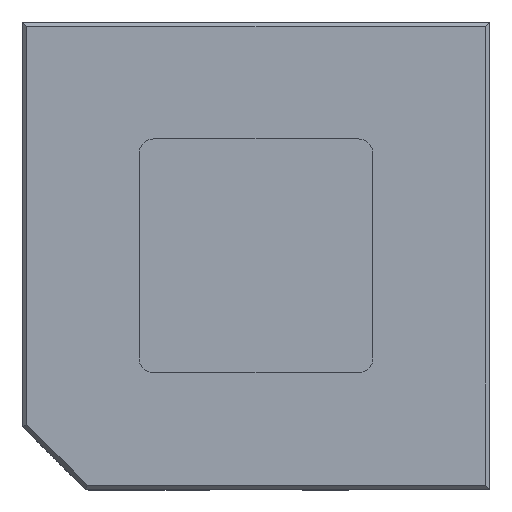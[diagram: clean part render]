
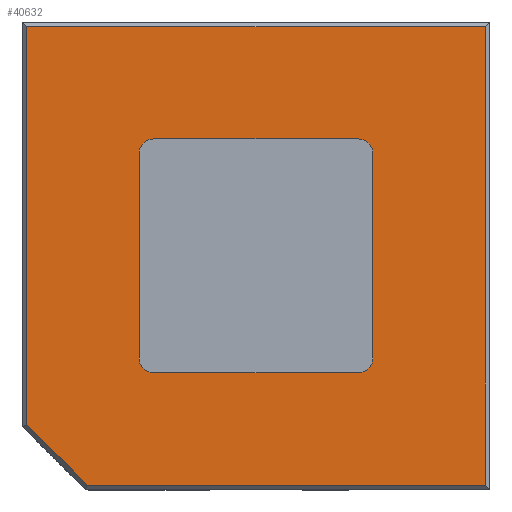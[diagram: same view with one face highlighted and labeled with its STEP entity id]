
A CAD part, top view. The second image highlights one B-rep face of the part: STEP entity #40632.
In plain terms, the highlighted planar face has unit normal (0, 0, 1).
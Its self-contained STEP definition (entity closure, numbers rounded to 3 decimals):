
#569 = ORIENTED_EDGE ( 'NONE', *, *, #53175, .F. ) ;
#879 = DIRECTION ( 'NONE',  ( -1., 0., 0. ) ) ;
#1459 = ORIENTED_EDGE ( 'NONE', *, *, #2113, .F. ) ;
#1740 = CARTESIAN_POINT ( 'NONE',  ( 0.759, 18.167, 57. ) ) ;
#2113 = EDGE_CURVE ( 'NONE', #89580, #70282, #28810, .T. ) ;
#2391 = DIRECTION ( 'NONE',  ( 0., 0., 1. ) ) ;
#3386 = VECTOR ( 'NONE', #81412, 1000. ) ;
#3402 = CARTESIAN_POINT ( 'NONE',  ( -33.013, -14.017, 57. ) ) ;
#3918 = DIRECTION ( 'NONE',  ( -1., 0., 0. ) ) ;
#4431 = CARTESIAN_POINT ( 'NONE',  ( 12.759, 32.255, 57. ) ) ;
#5515 = LINE ( 'NONE', #14676, #59339 ) ;
#6290 = CARTESIAN_POINT ( 'NONE',  ( -22.654, 18.167, 57. ) ) ;
#6767 = DIRECTION ( 'NONE',  ( 0., 1., 0. ) ) ;
#6939 = ORIENTED_EDGE ( 'NONE', *, *, #22761, .F. ) ;
#9467 = LINE ( 'NONE', #4431, #65514 ) ;
#10672 = VERTEX_POINT ( 'NONE', #39025 ) ;
#11010 = DIRECTION ( 'NONE',  ( -1., 0., 0. ) ) ;
#11541 = DIRECTION ( 'NONE',  ( 0., 0., 1. ) ) ;
#11878 = ORIENTED_EDGE ( 'NONE', *, *, #82734, .T. ) ;
#12399 = CARTESIAN_POINT ( 'NONE',  ( 12.759, -17.245, 57. ) ) ;
#12861 = ORIENTED_EDGE ( 'NONE', *, *, #80418, .T. ) ;
#13165 = VECTOR ( 'NONE', #69914, 1000. ) ;
#13327 = DIRECTION ( 'NONE',  ( 1., 0., 0. ) ) ;
#13825 = ORIENTED_EDGE ( 'NONE', *, *, #58433, .F. ) ;
#14676 = CARTESIAN_POINT ( 'NONE',  ( -36.241, -10.995, 57. ) ) ;
#17338 = ORIENTED_EDGE ( 'NONE', *, *, #70588, .T. ) ;
#19983 = VECTOR ( 'NONE', #31710, 1000. ) ;
#21184 = ORIENTED_EDGE ( 'NONE', *, *, #78185, .F. ) ;
#21775 = DIRECTION ( 'NONE',  ( 0., -1., 0. ) ) ;
#22026 = VECTOR ( 'NONE', #25720, 1000. ) ;
#22761 = EDGE_CURVE ( 'NONE', #49252, #89580, #59443, .T. ) ;
#22784 = LINE ( 'NONE', #53102, #62339 ) ;
#23043 = CIRCLE ( 'NONE', #34587, 1.587 ) ;
#24829 = PLANE ( 'NONE',  #82682 ) ;
#25720 = DIRECTION ( 'NONE',  ( 1., 0., 0. ) ) ;
#26059 = VERTEX_POINT ( 'NONE', #41162 ) ;
#27813 = CARTESIAN_POINT ( 'NONE',  ( 13.259, -17.245, 57. ) ) ;
#27950 = VERTEX_POINT ( 'NONE', #12399 ) ;
#28191 = EDGE_CURVE ( 'NONE', #70282, #42166, #48059, .T. ) ;
#28810 = CIRCLE ( 'NONE', #84335, 1.588 ) ;
#29426 = VECTOR ( 'NONE', #6767, 1000. ) ;
#30946 = VERTEX_POINT ( 'NONE', #58710 ) ;
#31710 = DIRECTION ( 'NONE',  ( 0.707, -0.707, 0. ) ) ;
#32021 = CARTESIAN_POINT ( 'NONE',  ( 12.759, 31.755, 57. ) ) ;
#33287 = FACE_OUTER_BOUND ( 'NONE', #46292, .T. ) ;
#33447 = ORIENTED_EDGE ( 'NONE', *, *, #28191, .F. ) ;
#34403 = EDGE_LOOP ( 'NONE', ( #90811, #13825, #569, #33447, #1459, #6939, #88160, #21184 ) ) ;
#34587 = AXIS2_PLACEMENT_3D ( 'NONE', #53647, #11541, #60671 ) ;
#35670 = AXIS2_PLACEMENT_3D ( 'NONE', #44509, #2391, #51587 ) ;
#37893 = CARTESIAN_POINT ( 'NONE',  ( -22.654, 19.755, 57. ) ) ;
#38630 = LINE ( 'NONE', #3402, #19983 ) ;
#38941 = CARTESIAN_POINT ( 'NONE',  ( 13.259, 32.255, 57. ) ) ;
#39025 = CARTESIAN_POINT ( 'NONE',  ( -36.241, 31.755, 57. ) ) ;
#40373 = EDGE_CURVE ( 'NONE', #56531, #49252, #78342, .T. ) ;
#40501 = EDGE_CURVE ( 'NONE', #63105, #30946, #62962, .T. ) ;
#40632 = ADVANCED_FACE ( 'NONE', ( #33287, #87019 ), #24829, .T. ) ;
#41162 = CARTESIAN_POINT ( 'NONE',  ( -29.784, -17.245, 57. ) ) ;
#42166 = VERTEX_POINT ( 'NONE', #85607 ) ;
#42611 = ORIENTED_EDGE ( 'NONE', *, *, #54379, .T. ) ;
#42976 = DIRECTION ( 'NONE',  ( 0., 0., 1. ) ) ;
#44509 = CARTESIAN_POINT ( 'NONE',  ( -0.829, -3.658, 57. ) ) ;
#44531 = CARTESIAN_POINT ( 'NONE',  ( -24.241, 18.167, 57. ) ) ;
#46010 = DIRECTION ( 'NONE',  ( 0., 0., 1. ) ) ;
#46292 = EDGE_LOOP ( 'NONE', ( #42611, #66764, #11878, #17338, #12861 ) ) ;
#48059 = LINE ( 'NONE', #49831, #66721 ) ;
#48831 = CARTESIAN_POINT ( 'NONE',  ( 0.759, -3.658, 57. ) ) ;
#49252 = VERTEX_POINT ( 'NONE', #50483 ) ;
#49453 = VERTEX_POINT ( 'NONE', #32021 ) ;
#49831 = CARTESIAN_POINT ( 'NONE',  ( -24.241, -3.658, 57. ) ) ;
#50483 = CARTESIAN_POINT ( 'NONE',  ( -0.829, 19.755, 57. ) ) ;
#51587 = DIRECTION ( 'NONE',  ( -1., 0., 0. ) ) ;
#53102 = CARTESIAN_POINT ( 'NONE',  ( -36.741, 31.755, 57. ) ) ;
#53175 = EDGE_CURVE ( 'NONE', #42166, #77711, #23043, .T. ) ;
#53589 = DIRECTION ( 'NONE',  ( 0., 1., 0. ) ) ;
#53647 = CARTESIAN_POINT ( 'NONE',  ( -22.654, -3.658, 57. ) ) ;
#54379 = EDGE_CURVE ( 'NONE', #49453, #10672, #22784, .T. ) ;
#54854 = VERTEX_POINT ( 'NONE', #79377 ) ;
#55416 = DIRECTION ( 'NONE',  ( 0., 0., 1. ) ) ;
#56531 = VERTEX_POINT ( 'NONE', #1740 ) ;
#58433 = EDGE_CURVE ( 'NONE', #77711, #63105, #78031, .T. ) ;
#58710 = CARTESIAN_POINT ( 'NONE',  ( 0.759, -3.658, 57. ) ) ;
#59339 = VECTOR ( 'NONE', #21775, 1000. ) ;
#59443 = LINE ( 'NONE', #60279, #3386 ) ;
#60279 = CARTESIAN_POINT ( 'NONE',  ( -0.829, 19.755, 57. ) ) ;
#60671 = DIRECTION ( 'NONE',  ( -1., 0., 0. ) ) ;
#61443 = CARTESIAN_POINT ( 'NONE',  ( -0.829, -5.245, 57. ) ) ;
#62339 = VECTOR ( 'NONE', #11010, 1000. ) ;
#62962 = CIRCLE ( 'NONE', #35670, 1.587 ) ;
#63105 = VERTEX_POINT ( 'NONE', #61443 ) ;
#65514 = VECTOR ( 'NONE', #53589, 1000. ) ;
#66721 = VECTOR ( 'NONE', #84757, 1000. ) ;
#66764 = ORIENTED_EDGE ( 'NONE', *, *, #83488, .T. ) ;
#69914 = DIRECTION ( 'NONE',  ( 1., 0., 0. ) ) ;
#70282 = VERTEX_POINT ( 'NONE', #44531 ) ;
#70588 = EDGE_CURVE ( 'NONE', #26059, #27950, #87806, .T. ) ;
#74869 = CARTESIAN_POINT ( 'NONE',  ( -0.829, -5.245, 57. ) ) ;
#77147 = CARTESIAN_POINT ( 'NONE',  ( -22.654, -5.245, 57. ) ) ;
#77711 = VERTEX_POINT ( 'NONE', #77147 ) ;
#78031 = LINE ( 'NONE', #74869, #22026 ) ;
#78185 = EDGE_CURVE ( 'NONE', #30946, #56531, #83212, .T. ) ;
#78342 = CIRCLE ( 'NONE', #84431, 1.588 ) ;
#79377 = CARTESIAN_POINT ( 'NONE',  ( -36.241, -10.788, 57. ) ) ;
#80418 = EDGE_CURVE ( 'NONE', #27950, #49453, #9467, .T. ) ;
#81412 = DIRECTION ( 'NONE',  ( -1., 0., 0. ) ) ;
#82682 = AXIS2_PLACEMENT_3D ( 'NONE', #38941, #46010, #3918 ) ;
#82734 = EDGE_CURVE ( 'NONE', #54854, #26059, #38630, .T. ) ;
#83212 = LINE ( 'NONE', #48831, #29426 ) ;
#83488 = EDGE_CURVE ( 'NONE', #10672, #54854, #5515, .T. ) ;
#84335 = AXIS2_PLACEMENT_3D ( 'NONE', #6290, #55416, #13327 ) ;
#84431 = AXIS2_PLACEMENT_3D ( 'NONE', #84989, #42976, #879 ) ;
#84757 = DIRECTION ( 'NONE',  ( 0., -1., 0. ) ) ;
#84989 = CARTESIAN_POINT ( 'NONE',  ( -0.829, 18.167, 57. ) ) ;
#85607 = CARTESIAN_POINT ( 'NONE',  ( -24.241, -3.658, 57. ) ) ;
#87019 = FACE_BOUND ( 'NONE', #34403, .T. ) ;
#87806 = LINE ( 'NONE', #27813, #13165 ) ;
#88160 = ORIENTED_EDGE ( 'NONE', *, *, #40373, .F. ) ;
#89580 = VERTEX_POINT ( 'NONE', #37893 ) ;
#90811 = ORIENTED_EDGE ( 'NONE', *, *, #40501, .F. ) ;
